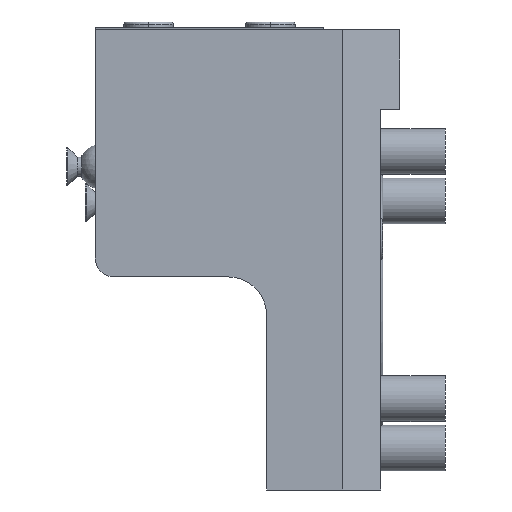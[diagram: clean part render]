
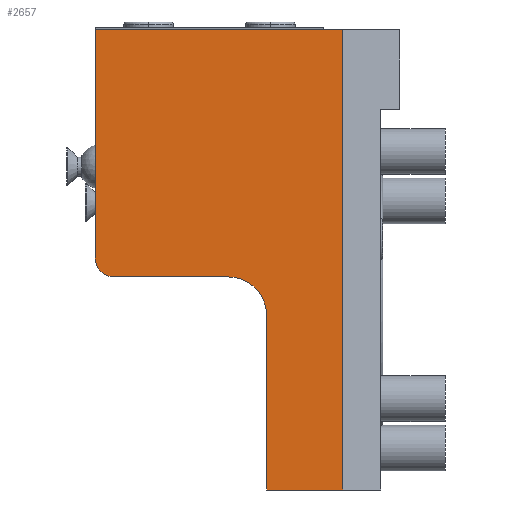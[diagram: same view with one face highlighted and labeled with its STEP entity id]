
A CAD part, front view. The second image highlights one B-rep face of the part: STEP entity #2657.
In plain terms, the highlighted planar face has unit normal (0, -1, 0).
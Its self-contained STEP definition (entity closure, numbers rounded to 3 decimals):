
#25=DIRECTION('',(1.,0.,0.));
#26=VECTOR('',#25,20.);
#27=CARTESIAN_POINT('',(-30.,-47.5,-50.));
#28=LINE('',#27,#26);
#674=DIRECTION('',(0.,0.,1.));
#675=VECTOR('',#674,121.);
#676=CARTESIAN_POINT('',(-10.,-47.5,-50.));
#677=LINE('',#676,#675);
#678=DIRECTION('',(0.,0.,1.));
#679=VECTOR('',#678,46.);
#680=CARTESIAN_POINT('',(-30.,-47.5,-50.));
#681=LINE('',#680,#679);
#682=DIRECTION('',(1.,0.,0.));
#683=VECTOR('',#682,30.);
#684=CARTESIAN_POINT('',(-70.,-47.5,6.));
#685=LINE('',#684,#683);
#686=CARTESIAN_POINT('',(-70.,-47.5,11.));
#687=DIRECTION('',(0.,-1.,0.));
#688=DIRECTION('',(-1.,0.,0.));
#689=AXIS2_PLACEMENT_3D('',#686,#687,#688);
#691=DIRECTION('',(0.,0.,1.));
#692=VECTOR('',#691,60.);
#693=CARTESIAN_POINT('',(-75.,-47.5,11.));
#694=LINE('',#693,#692);
#699=DIRECTION('',(1.,0.,0.));
#700=VECTOR('',#699,65.);
#701=CARTESIAN_POINT('',(-75.,-47.5,71.));
#702=LINE('',#701,#700);
#818=CARTESIAN_POINT('',(-40.,-47.5,-4.));
#819=DIRECTION('',(0.,1.,0.));
#820=DIRECTION('',(0.,0.,1.));
#821=AXIS2_PLACEMENT_3D('',#818,#819,#820);
#1409=CARTESIAN_POINT('',(-75.,-47.5,71.));
#1410=VERTEX_POINT('',#1409);
#1411=CARTESIAN_POINT('',(-30.,-47.5,-50.));
#1413=VERTEX_POINT('',#1411);
#1415=CARTESIAN_POINT('',(-75.,-47.5,11.));
#1416=CARTESIAN_POINT('',(-70.,-47.5,6.));
#1417=VERTEX_POINT('',#1415);
#1418=VERTEX_POINT('',#1416);
#1424=CARTESIAN_POINT('',(-30.,-47.5,-4.));
#1426=VERTEX_POINT('',#1424);
#1428=CARTESIAN_POINT('',(-40.,-47.5,6.));
#1430=VERTEX_POINT('',#1428);
#1474=CARTESIAN_POINT('',(-10.,-47.5,-50.));
#1476=VERTEX_POINT('',#1474);
#1482=CARTESIAN_POINT('',(-10.,-47.5,71.));
#1484=VERTEX_POINT('',#1482);
#2637=CARTESIAN_POINT('',(-75.,-47.5,-50.));
#2638=DIRECTION('',(0.,-1.,0.));
#2639=DIRECTION('',(1.,0.,0.));
#2640=AXIS2_PLACEMENT_3D('',#2637,#2638,#2639);
#2641=PLANE('',#2640);
#2643=ORIENTED_EDGE('',*,*,#2642,.F.);
#2644=ORIENTED_EDGE('',*,*,#1835,.F.);
#2646=ORIENTED_EDGE('',*,*,#2645,.T.);
#2648=ORIENTED_EDGE('',*,*,#2647,.F.);
#2650=ORIENTED_EDGE('',*,*,#2649,.F.);
#2651=ORIENTED_EDGE('',*,*,#2628,.F.);
#2652=ORIENTED_EDGE('',*,*,#2122,.T.);
#2654=ORIENTED_EDGE('',*,*,#2653,.T.);
#2655=EDGE_LOOP('',(#2643,#2644,#2646,#2648,#2650,#2651,#2652,#2654));
#2656=FACE_OUTER_BOUND('',#2655,.F.);
#2657=ADVANCED_FACE('',(#2656),#2641,.T.);
#690=CIRCLE('',#689,5.);
#822=CIRCLE('',#821,10.);
#1835=EDGE_CURVE('',#1413,#1476,#28,.T.);
#2122=EDGE_CURVE('',#1417,#1410,#694,.T.);
#2628=EDGE_CURVE('',#1417,#1418,#690,.T.);
#2642=EDGE_CURVE('',#1476,#1484,#677,.T.);
#2645=EDGE_CURVE('',#1413,#1426,#681,.T.);
#2647=EDGE_CURVE('',#1430,#1426,#822,.T.);
#2649=EDGE_CURVE('',#1418,#1430,#685,.T.);
#2653=EDGE_CURVE('',#1410,#1484,#702,.T.);
